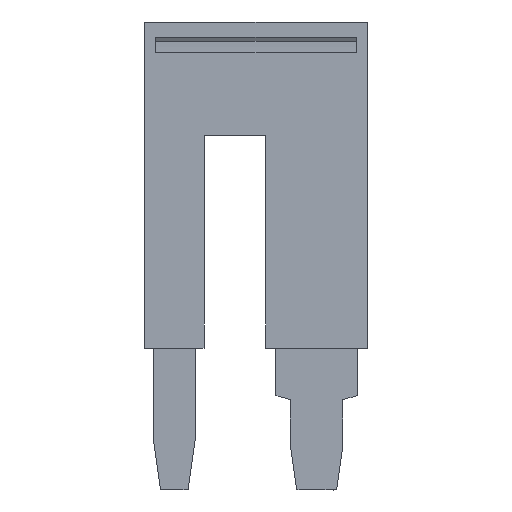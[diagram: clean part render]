
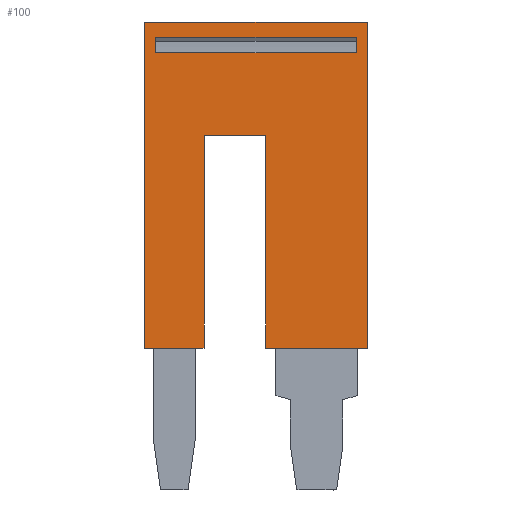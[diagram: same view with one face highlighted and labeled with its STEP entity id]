
A CAD part, front view. The second image highlights one B-rep face of the part: STEP entity #100.
In plain terms, the highlighted planar face has unit normal (0, -1, 0).
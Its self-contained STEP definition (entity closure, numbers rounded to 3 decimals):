
#100=ADVANCED_FACE('NONE',(#218,#219),#220,.T.);
#218=FACE_OUTER_BOUND('',#353,.T.);
#219=FACE_BOUND('',#354,.T.);
#220=PLANE('',#355);
#353=EDGE_LOOP('',(#584,#585,#586,#587,#588,#589,#590,#591));
#354=EDGE_LOOP('',(#592,#593,#594,#595));
#355=AXIS2_PLACEMENT_3D('',#596,#597,#598);
#584=ORIENTED_EDGE('',*,*,#876,.F.);
#585=ORIENTED_EDGE('',*,*,#892,.F.);
#586=ORIENTED_EDGE('',*,*,#888,.T.);
#587=ORIENTED_EDGE('',*,*,#893,.T.);
#588=ORIENTED_EDGE('',*,*,#894,.T.);
#589=ORIENTED_EDGE('',*,*,#839,.F.);
#590=ORIENTED_EDGE('',*,*,#895,.F.);
#591=ORIENTED_EDGE('',*,*,#883,.F.);
#592=ORIENTED_EDGE('',*,*,#896,.F.);
#593=ORIENTED_EDGE('',*,*,#897,.F.);
#594=ORIENTED_EDGE('',*,*,#898,.T.);
#595=ORIENTED_EDGE('',*,*,#899,.F.);
#596=CARTESIAN_POINT('',(9.047,0.,22.873));
#597=DIRECTION('',(0.,-1.0,0.));
#598=DIRECTION('',(0.0,0.,-1.0));
#839=EDGE_CURVE('NONE',#1010,#1011,#1012,.T.);
#876=EDGE_CURVE('NONE',#1068,#1069,#1070,.T.);
#883=EDGE_CURVE('NONE',#1069,#1079,#1080,.T.);
#888=EDGE_CURVE('NONE',#1088,#1085,#1089,.T.);
#892=EDGE_CURVE('NONE',#1088,#1068,#1094,.T.);
#893=EDGE_CURVE('NONE',#1085,#1095,#1096,.T.);
#894=EDGE_CURVE('NONE',#1095,#1011,#1097,.T.);
#895=EDGE_CURVE('NONE',#1079,#1010,#1098,.T.);
#896=EDGE_CURVE('NONE',#1099,#1100,#1101,.T.);
#897=EDGE_CURVE('NONE',#1102,#1099,#1103,.T.);
#898=EDGE_CURVE('NONE',#1102,#1104,#1105,.T.);
#899=EDGE_CURVE('NONE',#1100,#1104,#1106,.T.);
#1010=VERTEX_POINT('NONE',#1255);
#1011=VERTEX_POINT('NONE',#1256);
#1012=LINE('',#1257,#1258);
#1068=VERTEX_POINT('NONE',#1343);
#1069=VERTEX_POINT('NONE',#1344);
#1070=LINE('',#1345,#1346);
#1079=VERTEX_POINT('NONE',#1359);
#1080=LINE('',#1360,#1361);
#1085=VERTEX_POINT('NONE',#1368);
#1088=VERTEX_POINT('NONE',#1372);
#1089=LINE('',#1373,#1374);
#1094=LINE('',#1381,#1382);
#1095=VERTEX_POINT('NONE',#1383);
#1096=LINE('',#1384,#1385);
#1097=LINE('',#1386,#1387);
#1098=LINE('',#1388,#1389);
#1099=VERTEX_POINT('NONE',#1390);
#1100=VERTEX_POINT('NONE',#1391);
#1101=LINE('',#1392,#1393);
#1102=VERTEX_POINT('NONE',#1394);
#1103=LINE('',#1395,#1396);
#1104=VERTEX_POINT('NONE',#1397);
#1105=LINE('',#1398,#1399);
#1106=LINE('',#1400,#1401);
#1255=CARTESIAN_POINT('',(3.8,0.,9.075));
#1256=CARTESIAN_POINT('',(0.,0.,9.075));
#1257=CARTESIAN_POINT('',(-2.285,0.,9.075));
#1258=VECTOR('',#1530,1000.0);
#1343=CARTESIAN_POINT('',(7.75,0.,9.075));
#1344=CARTESIAN_POINT('',(7.75,0.,22.675));
#1345=CARTESIAN_POINT('',(7.75,0.,19.545));
#1346=VECTOR('',#1560,1000.0);
#1359=CARTESIAN_POINT('',(3.8,0.,22.675));
#1360=CARTESIAN_POINT('',(-2.285,0.,22.675));
#1361=VECTOR('',#1565,1000.0);
#1368=CARTESIAN_POINT('',(14.25,0.,29.925));
#1372=CARTESIAN_POINT('',(14.25,0.,9.075));
#1373=CARTESIAN_POINT('',(14.25,0.,19.545));
#1374=VECTOR('',#1569,1000.0);
#1381=CARTESIAN_POINT('',(-2.285,0.,9.075));
#1382=VECTOR('',#1572,1000.0);
#1383=CARTESIAN_POINT('',(0.,0.,29.925));
#1384=CARTESIAN_POINT('',(-2.285,0.,29.925));
#1385=VECTOR('',#1573,1000.0);
#1386=CARTESIAN_POINT('',(0.,0.,19.545));
#1387=VECTOR('',#1574,1000.0);
#1388=CARTESIAN_POINT('',(3.8,0.,19.545));
#1389=VECTOR('',#1575,1000.0);
#1390=CARTESIAN_POINT('',(0.7,0.,28.959));
#1391=CARTESIAN_POINT('',(0.7,0.,27.961));
#1392=CARTESIAN_POINT('',(0.7,0.,19.545));
#1393=VECTOR('',#1576,1000.0);
#1394=CARTESIAN_POINT('',(13.55,0.,28.959));
#1395=CARTESIAN_POINT('',(-2.285,0.,28.959));
#1396=VECTOR('',#1577,1000.0);
#1397=CARTESIAN_POINT('',(13.55,0.,27.961));
#1398=CARTESIAN_POINT('',(13.55,0.,19.545));
#1399=VECTOR('',#1578,1000.0);
#1400=CARTESIAN_POINT('',(-2.285,0.,27.961));
#1401=VECTOR('',#1579,1000.0);
#1530=DIRECTION('',(-1.0,0.,0.));
#1560=DIRECTION('',(0.,0.,1.0));
#1565=DIRECTION('',(-1.0,0.,0.));
#1569=DIRECTION('',(0.,0.,1.0));
#1572=DIRECTION('',(-1.0,0.,0.));
#1573=DIRECTION('',(-1.0,0.,0.));
#1574=DIRECTION('',(0.,0.,-1.0));
#1575=DIRECTION('',(0.,0.,-1.0));
#1576=DIRECTION('',(0.,0.,-1.0));
#1577=DIRECTION('',(-1.0,0.,0.));
#1578=DIRECTION('',(0.,0.,-1.0));
#1579=DIRECTION('',(1.0,0.,0.));
